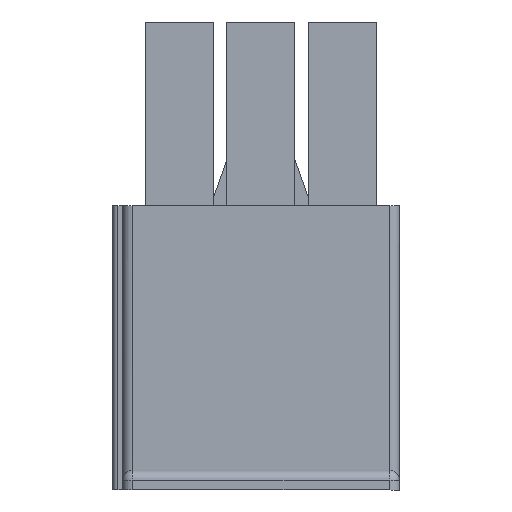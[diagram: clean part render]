
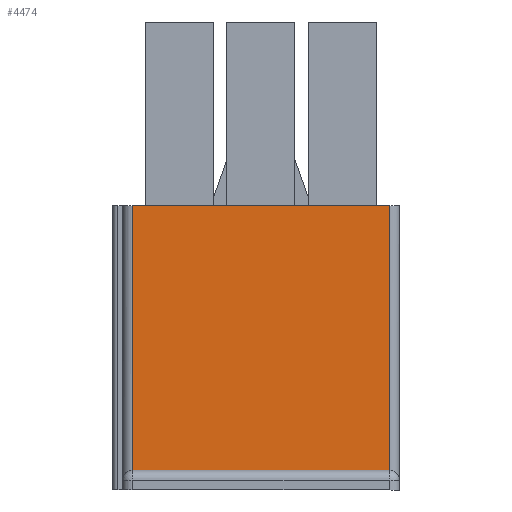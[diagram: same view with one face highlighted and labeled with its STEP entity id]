
A CAD part, front view. The second image highlights one B-rep face of the part: STEP entity #4474.
In plain terms, the highlighted planar face has unit normal (0, -1, 0).
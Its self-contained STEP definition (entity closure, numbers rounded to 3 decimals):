
#746=CARTESIAN_POINT('',(-6.5,-7.,-9.3));
#747=VERTEX_POINT('',#746);
#755=CARTESIAN_POINT('',(6.5,-7.,-9.3));
#756=VERTEX_POINT('',#755);
#757=CARTESIAN_POINT('',(-6.5,-7.,-9.3));
#758=DIRECTION('',(1.,0.,0.));
#759=VECTOR('',#758,13.);
#760=LINE('',#757,#759);
#761=EDGE_CURVE('',#747,#756,#760,.T.);
#4359=CARTESIAN_POINT('',(-6.5,-7.,-22.7));
#4360=VERTEX_POINT('',#4359);
#4397=CARTESIAN_POINT('',(6.5,-7.,-22.7));
#4398=VERTEX_POINT('',#4397);
#4399=CARTESIAN_POINT('',(6.5,-7.,-22.7));
#4400=DIRECTION('',(-1.,0.,0.));
#4401=VECTOR('',#4400,13.);
#4402=LINE('',#4399,#4401);
#4403=EDGE_CURVE('',#4398,#4360,#4402,.T.);
#4446=CARTESIAN_POINT('',(6.5,-7.,-9.3));
#4447=DIRECTION('',(0.,0.,-1.));
#4448=VECTOR('',#4447,13.4);
#4449=LINE('',#4446,#4448);
#4450=EDGE_CURVE('',#756,#4398,#4449,.T.);
#4458=CARTESIAN_POINT('',(7.,-7.,-9.3));
#4459=DIRECTION('',(-1.,0.,0.));
#4460=DIRECTION('',(-0.,-1.,-0.));
#4461=AXIS2_PLACEMENT_3D('',#4458,#4460,#4459);
#4462=PLANE('',#4461);
#4463=ORIENTED_EDGE('',*,*,#4450,.F.);
#4464=ORIENTED_EDGE('',*,*,#761,.F.);
#4465=CARTESIAN_POINT('',(-6.5,-7.,-9.3));
#4466=DIRECTION('',(0.,0.,-1.));
#4467=VECTOR('',#4466,13.4);
#4468=LINE('',#4465,#4467);
#4469=EDGE_CURVE('',#747,#4360,#4468,.T.);
#4470=ORIENTED_EDGE('',*,*,#4469,.T.);
#4471=ORIENTED_EDGE('',*,*,#4403,.F.);
#4472=EDGE_LOOP('',(#4463,#4464,#4470,#4471));
#4473=FACE_OUTER_BOUND('',#4472,.T.);
#4474=ADVANCED_FACE('',(#4473),#4462,.T.);
